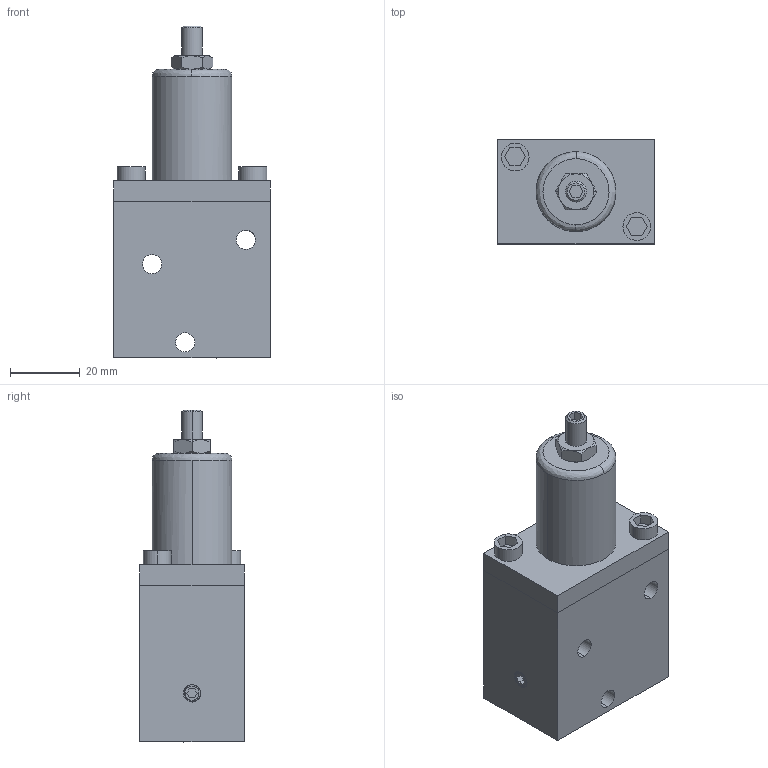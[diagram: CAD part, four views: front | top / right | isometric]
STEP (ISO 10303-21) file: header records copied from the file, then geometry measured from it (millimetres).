
FILE_DESCRIPTION (( 'STEP AP203' ), '1' );
FILE_NAME ('CSV-A_asm.STEP', '2013-05-15T01:48:23', ( '微软用户' ), ( '微软中国' ), 'SwSTEP 2.0', 'SolidWorks 2011', '' );
FILE_SCHEMA (( 'CONFIG_CONTROL_DESIGN' ));
Length unit declared in the file: millimetre
Products named in the file (7): BENTI; CSV-A_asm; M5; M6LUOMU; M6LUOSHUAN; M6; SHANGGAI
Assembly tree (12 placements, depth 2):
  CSV-A_asm
    SHANGGAI  x2
    M6  x2
    M5  x3
    M6LUOMU  x2
    M6LUOSHUAN  x2
    BENTI
Bounding box: 45 x 30 x 95.49 mm (x, y, z)
Volume: 193.3 mm3; surface area: 35171.6 mm2
Topology: 3 solids, 30 shells, 334 faces, 850 edges, 566 vertices
Faces by surface type: cylinder 145, plane 139, cone 30, bspline 20
Entity records: 9889 total; most frequent: CARTESIAN_POINT 4367, DIRECTION 946, ORIENTED_EDGE 936, EDGE_CURVE 492, AXIS2_PLACEMENT_3D 365, VERTEX_POINT 328, EDGE_LOOP 232, VECTOR 216
